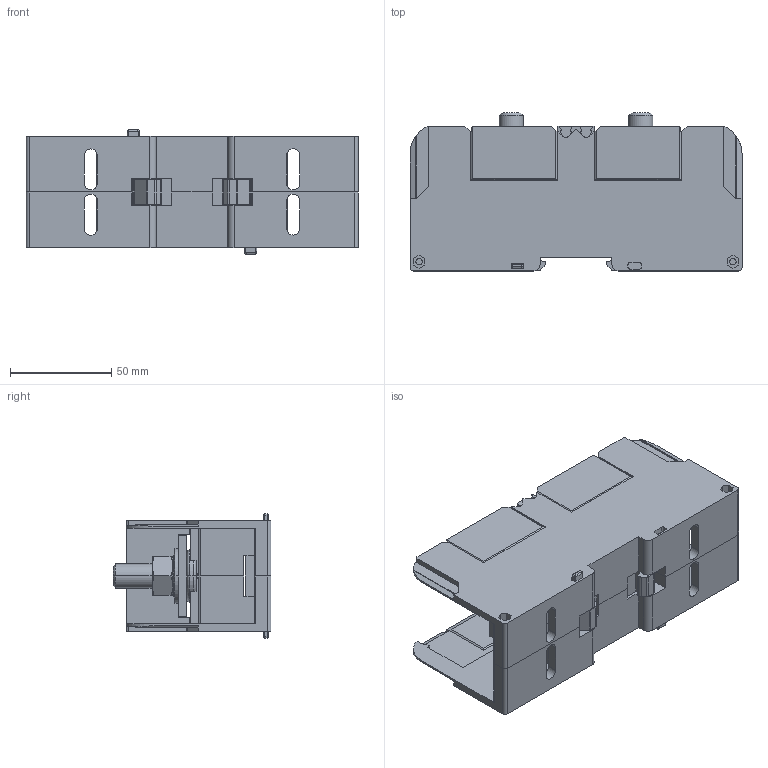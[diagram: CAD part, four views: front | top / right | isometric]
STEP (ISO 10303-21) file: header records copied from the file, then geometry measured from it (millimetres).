
FILE_DESCRIPTION(/* description */ (''),/* implementation_level */ '2;1');
FILE_NAME(/* name */ '17024_HSKG_185_M12_B_B.stp',/* time_stamp */ '2021-12-18T11:11:12+01:00',/* author */ (''),/* organization */ (''),/* preprocessor_version */ 'ST-DEVELOPER v16.7',/* originating_system */ 'SIEMENS PLM Software NX 12.0',/* authorisation */ '');
FILE_SCHEMA (('AUTOMOTIVE_DESIGN { 1 0 10303 214 3 1 1 1 }'));
Length unit declared in the file: millimetre
Products named in the file (1): 17024_HSKG_185_M12_B_B
Bounding box: 164 x 78 x 61.4 mm (x, y, z)
Volume: 280504.9 mm3; surface area: 101413.3 mm2
Topology: 11 solids, 11 shells, 1454 faces, 4138 edges, 2720 vertices
Faces by surface type: plane 988, cylinder 314, cone 124, torus 12, extrusion 8, sphere 8
Entity records: 58734 total; most frequent: CARTESIAN_POINT 11293, ORIENTED_EDGE 8276, DIRECTION 7316, EDGE_CURVE 4138, VECTOR 2862, LINE 2854, VERTEX_POINT 2720, AXIS2_PLACEMENT_3D 2227
